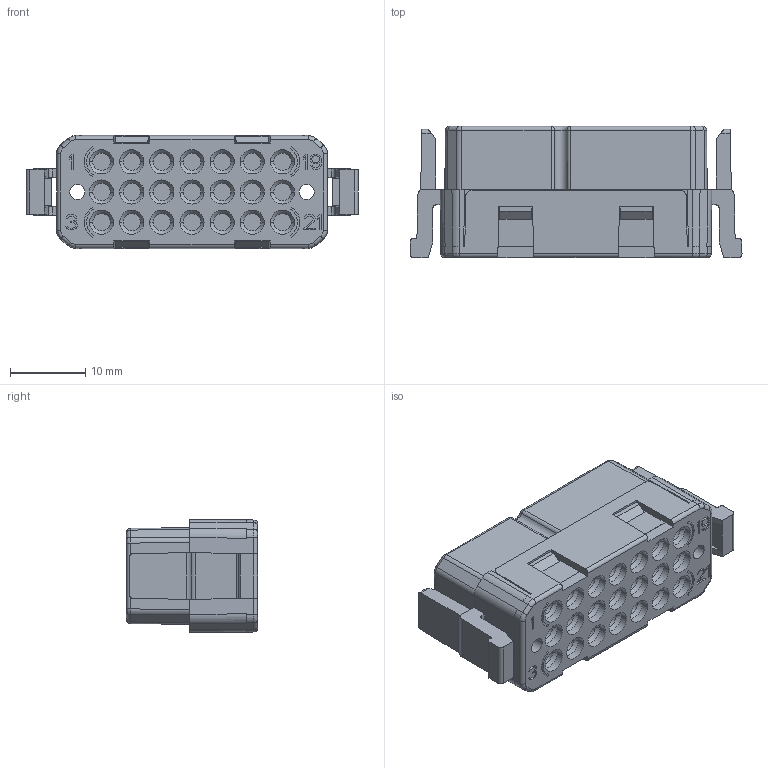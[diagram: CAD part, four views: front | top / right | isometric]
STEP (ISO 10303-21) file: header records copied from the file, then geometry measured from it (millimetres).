
FILE_DESCRIPTION((''),'2;1');
FILE_NAME('ZL-021-FA','2022-06-29T',('cc.ye'),(''),'PRO/ENGINEER BY PARAMETRIC TECHNOLOGY CORPORATION, 2010280','PRO/ENGINEER BY PARAMETRIC TECHNOLOGY CORPORATION, 2010280','');
FILE_SCHEMA(('AUTOMOTIVE_DESIGN { 1 0 10303 214 1 1 1 1 }'));
Length unit declared in the file: millimetre
Products named in the file (1): ZL-021-FA
Bounding box: 44.03 x 17.4 x 15 mm (x, y, z)
Volume: 7592.7 mm3; surface area: 6387.1 mm2
Topology: 1 solids, 15 shells, 1104 faces, 2782 edges, 1788 vertices
Faces by surface type: plane 651, cylinder 310, cone 112, bspline 14, torus 11, sphere 6
Entity records: 41032 total; most frequent: CARTESIAN_POINT 7129, ORIENTED_EDGE 5564, DIRECTION 5325, EDGE_CURVE 2782, VECTOR 1999, LINE 1999, VERTEX_POINT 1788, AXIS2_PLACEMENT_3D 1663
